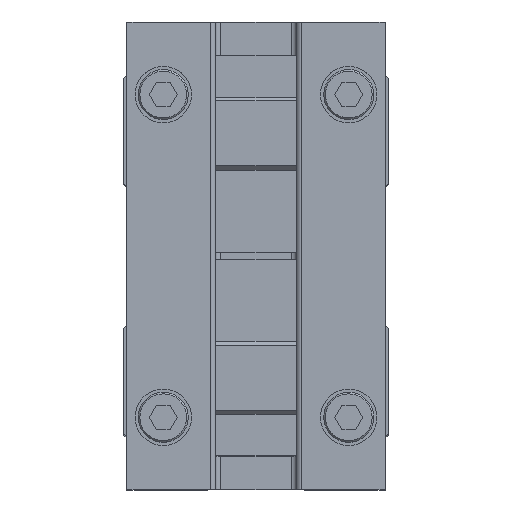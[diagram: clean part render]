
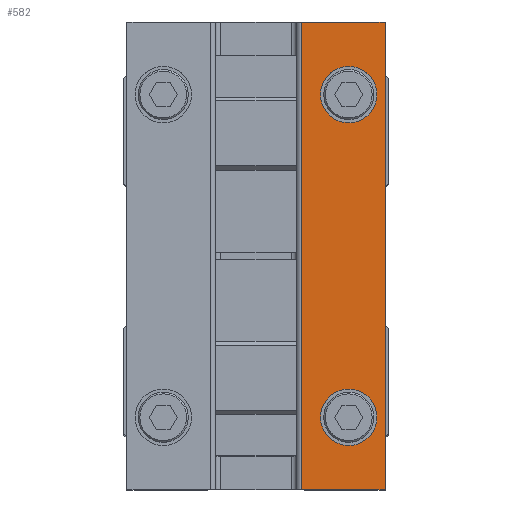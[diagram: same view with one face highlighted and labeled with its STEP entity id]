
A CAD part, top view. The second image highlights one B-rep face of the part: STEP entity #582.
In plain terms, the highlighted face is planar.
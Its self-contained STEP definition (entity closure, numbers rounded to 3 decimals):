
#582 = ADVANCED_FACE( '', ( #1207, #1208, #1209 ), #1210, .F. );
#1207 = FACE_BOUND( '', #1824, .T. );
#1208 = FACE_BOUND( '', #1825, .T. );
#1209 = FACE_OUTER_BOUND( '', #1826, .T. );
#1210 = PLANE( '', #1827 );
#1824 = EDGE_LOOP( '', ( #3281 ) );
#1825 = EDGE_LOOP( '', ( #3282 ) );
#1826 = EDGE_LOOP( '', ( #3283, #3284, #3285, #3286 ) );
#1827 = AXIS2_PLACEMENT_3D( '', #3287, #3288, #3289 );
#3281 = ORIENTED_EDGE( '', *, *, #3675, .T. );
#3282 = ORIENTED_EDGE( '', *, *, #3905, .T. );
#3283 = ORIENTED_EDGE( '', *, *, #3394, .T. );
#3284 = ORIENTED_EDGE( '', *, *, #3936, .F. );
#3285 = ORIENTED_EDGE( '', *, *, #3563, .F. );
#3286 = ORIENTED_EDGE( '', *, *, #3687, .T. );
#3287 = CARTESIAN_POINT( '', ( 0., 8., 14.5 ) );
#3288 = DIRECTION( '', ( 1., 0., 0. ) );
#3289 = DIRECTION( '', ( 0., 0., -1. ) );
#3394 = EDGE_CURVE( '', #3988, #3986, #3989, .T. );
#3563 = EDGE_CURVE( '', #4288, #4290, #4291, .T. );
#3675 = EDGE_CURVE( '', #4456, #4456, #4457, .T. );
#3687 = EDGE_CURVE( '', #4288, #3988, #4476, .T. );
#3905 = EDGE_CURVE( '', #4759, #4759, #4760, .T. );
#3936 = EDGE_CURVE( '', #4290, #3986, #4795, .T. );
#3986 = VERTEX_POINT( '', #4848 );
#3988 = VERTEX_POINT( '', #4850 );
#3989 = LINE( '', #4851, #4852 );
#4288 = VERTEX_POINT( '', #5291 );
#4290 = VERTEX_POINT( '', #5294 );
#4291 = LINE( '', #5295, #5296 );
#4456 = VERTEX_POINT( '', #5523 );
#4457 = CIRCLE( '', #5524, 1.75 );
#4476 = LINE( '', #5548, #5549 );
#4759 = VERTEX_POINT( '', #5950 );
#4760 = CIRCLE( '', #5951, 1.75 );
#4795 = LINE( '', #6012, #6013 );
#4848 = CARTESIAN_POINT( '', ( 0., 2.8, -14.5 ) );
#4850 = CARTESIAN_POINT( '', ( 0., 8., -14.5 ) );
#4851 = CARTESIAN_POINT( '', ( 0., 8., -14.5 ) );
#4852 = VECTOR( '', #6065, 1000. );
#5291 = CARTESIAN_POINT( '', ( 0., 8., 14.5 ) );
#5294 = CARTESIAN_POINT( '', ( 0., 2.8, 14.5 ) );
#5295 = CARTESIAN_POINT( '', ( 0., 8., 14.5 ) );
#5296 = VECTOR( '', #6263, 1000. );
#5523 = CARTESIAN_POINT( '', ( 0., 5.75, 8.25 ) );
#5524 = AXIS2_PLACEMENT_3D( '', #6389, #6390, #6391 );
#5548 = CARTESIAN_POINT( '', ( 0., 8., 14.5 ) );
#5549 = VECTOR( '', #6406, 1000. );
#5950 = CARTESIAN_POINT( '', ( 0., 5.75, -11.75 ) );
#5951 = AXIS2_PLACEMENT_3D( '', #6625, #6626, #6627 );
#6012 = CARTESIAN_POINT( '', ( 0., 2.8, 14.5 ) );
#6013 = VECTOR( '', #6646, 1000. );
#6065 = DIRECTION( '', ( 0., -1., 0. ) );
#6263 = DIRECTION( '', ( 0., -1., 0. ) );
#6389 = CARTESIAN_POINT( '', ( 0., 5.75, 10. ) );
#6390 = DIRECTION( '', ( 1., 0., 0. ) );
#6391 = DIRECTION( '', ( 0., 0., -1. ) );
#6406 = DIRECTION( '', ( 0., 0., -1. ) );
#6625 = CARTESIAN_POINT( '', ( 0., 5.75, -10. ) );
#6626 = DIRECTION( '', ( 1., 0., 0. ) );
#6627 = DIRECTION( '', ( 0., 0., -1. ) );
#6646 = DIRECTION( '', ( 0., 0., -1. ) );
